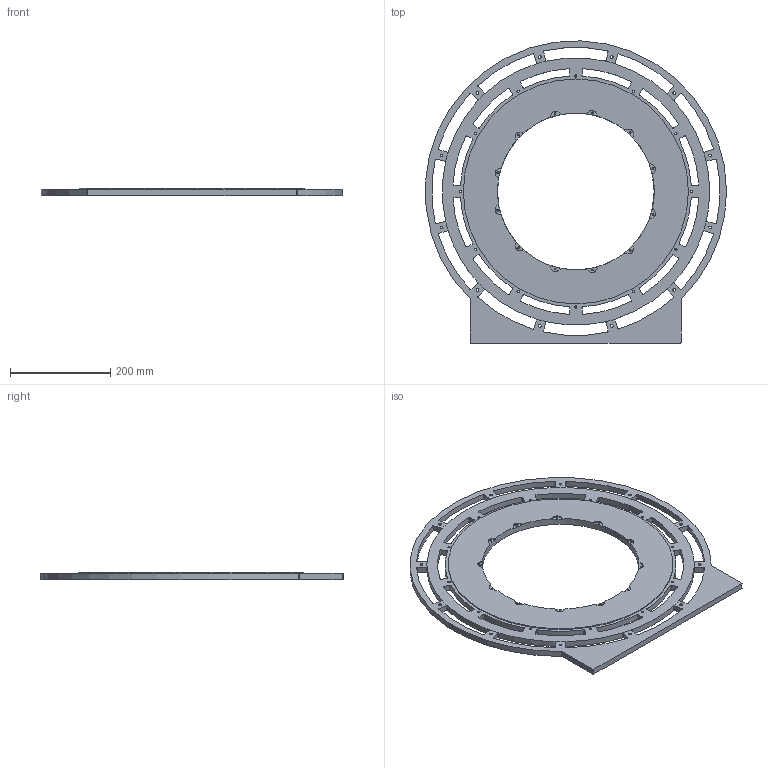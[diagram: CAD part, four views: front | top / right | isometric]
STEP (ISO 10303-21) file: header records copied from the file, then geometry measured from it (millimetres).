
FILE_DESCRIPTION(('FreeCAD Model'),'2;1');
FILE_NAME('Open CASCADE Shape Model','2022-05-06T20:16:32',('Author'),( ''),'Open CASCADE STEP processor 7.5','FreeCAD','Unknown');
FILE_SCHEMA(('AUTOMOTIVE_DESIGN { 1 0 10303 214 1 1 1 1 }'));
Length unit declared in the file: millimetre
Products named in the file (1): Body002001002
Bounding box: 599.41 x 601.85 x 14 mm (x, y, z)
Volume: 2178389.4 mm3; surface area: 457937.6 mm2
Topology: 1 solids, 1 shells, 296 faces, 859 edges, 567 vertices
Faces by surface type: cylinder 198, plane 79, extrusion 19
Full cylindrical faces by diameter (mm): 3.4 x12, 4.5 x12, 5.5 x12, 6.1 x12, 312 x1, 448 x1
Entity records: 22075 total; most frequent: CARTESIAN_POINT 4822, DIRECTION 3376, ORIENTED_EDGE 1718, PCURVE 1718, DEFINITIONAL_REPRESENTATION 1718, VECTOR 1557, LINE 1538, EDGE_CURVE 859
